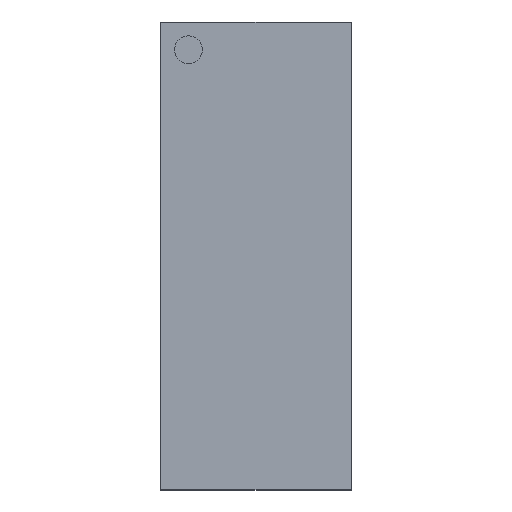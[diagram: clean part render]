
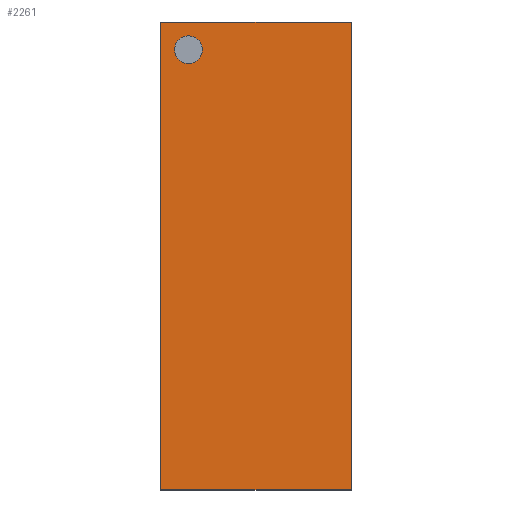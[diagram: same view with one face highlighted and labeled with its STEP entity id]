
A CAD part, top view. The second image highlights one B-rep face of the part: STEP entity #2261.
In plain terms, the highlighted planar face has unit normal (0, 0, 1).
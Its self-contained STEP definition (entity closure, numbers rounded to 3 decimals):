
#213=FACE_BOUND($,#811,.T.);
#312=CIRCLE($,#2758,0.4);
#511=FACE_OUTER_BOUND($,#810,.T.);
#810=EDGE_LOOP($,(#1653,#1654,#1655,#1656));
#811=EDGE_LOOP($,(#1657));
#1205=LINE($,#4257,#1217);
#1212=LINE($,#4272,#1224);
#1215=LINE($,#4276,#1227);
#1216=LINE($,#4277,#1228);
#1217=VECTOR($,#3253,5.5);
#1224=VECTOR($,#3264,5.5);
#1227=VECTOR($,#3269,13.5);
#1228=VECTOR($,#3270,13.5);
#1229=VERTEX_POINT($,#4255);
#1230=VERTEX_POINT($,#4256);
#1235=VERTEX_POINT($,#4270);
#1236=VERTEX_POINT($,#4271);
#1237=VERTEX_POINT($,#4278);
#1433=EDGE_CURVE($,#1229,#1230,#1205,.T.);
#1440=EDGE_CURVE($,#1235,#1236,#1212,.T.);
#1443=EDGE_CURVE($,#1230,#1235,#1215,.T.);
#1444=EDGE_CURVE($,#1236,#1229,#1216,.T.);
#1445=EDGE_CURVE($,#1237,#1237,#312,.T.);
#1653=ORIENTED_EDGE($,*,*,#1440,.F.);
#1654=ORIENTED_EDGE($,*,*,#1443,.F.);
#1655=ORIENTED_EDGE($,*,*,#1433,.F.);
#1656=ORIENTED_EDGE($,*,*,#1444,.F.);
#1657=ORIENTED_EDGE($,*,*,#1445,.T.);
#2060=PLANE($,#2757);
#2261=ADVANCED_FACE($,(#511,#213),#2060,.T.);
#2757=AXIS2_PLACEMENT_3D($,#4275,#3267,#3268);
#2758=AXIS2_PLACEMENT_3D($,#4279,#3271,#3272);
#3253=DIRECTION($,(1.,0.,0.));
#3264=DIRECTION($,(-1.,0.,0.));
#3267=DIRECTION('center_axis',(0.,0.,
1.));
#3268=DIRECTION('ref_axis',(1.,0.,0.));
#3269=DIRECTION($,(0.,-1.,0.));
#3270=DIRECTION($,(0.,1.,0.));
#3271=DIRECTION('center_axis',(0.,0.,
-1.));
#3272=DIRECTION('ref_axis',(1.,0.,0.));
#4255=CARTESIAN_POINT('',(-2.75,6.75,1.4));
#4256=CARTESIAN_POINT('',(2.75,6.75,1.4));
#4257=CARTESIAN_POINT($,(5.4,6.75,1.4));
#4270=CARTESIAN_POINT('',(2.75,-6.75,1.4));
#4271=CARTESIAN_POINT('',(-2.75,-6.75,1.4));
#4272=CARTESIAN_POINT($,(-2.75,-6.75,1.4));
#4275=CARTESIAN_POINT('Origin',(1.325,-0.325,1.4));
#4276=CARTESIAN_POINT($,(2.75,-7.4,1.4));
#4277=CARTESIAN_POINT($,(-2.75,6.75,1.4));
#4278=CARTESIAN_POINT('',(-1.55,5.95,1.4));
#4279=CARTESIAN_POINT('Origin',(-1.95,5.95,1.4));
